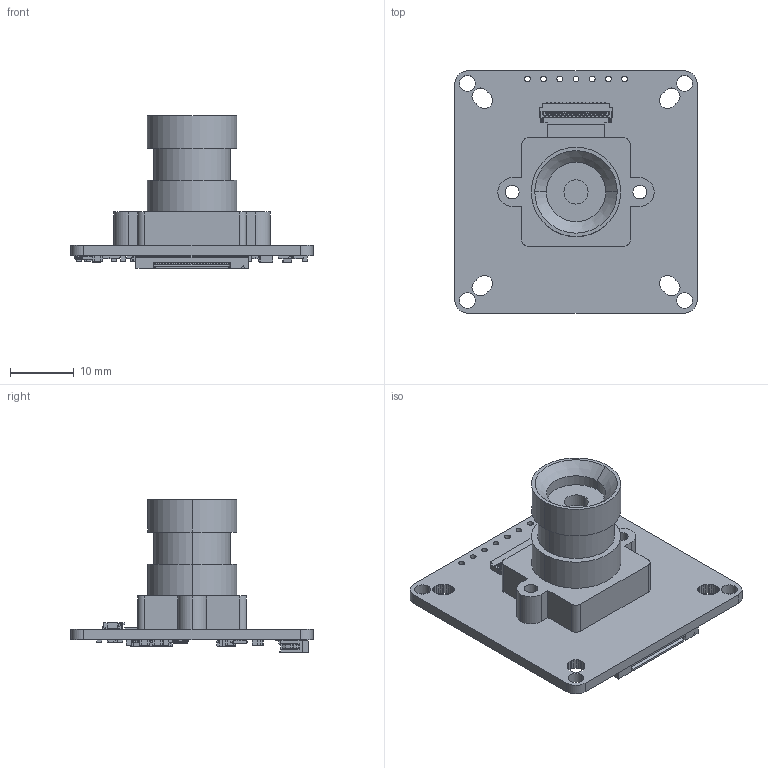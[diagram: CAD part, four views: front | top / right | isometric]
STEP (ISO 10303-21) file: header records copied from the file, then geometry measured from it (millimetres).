
FILE_DESCRIPTION (( 'STEP AP214' ), '1' );
FILE_NAME ('B0368.STEP', '2022-08-26T02:56:13', ( '' ), ( '' ), 'SwSTEP 2.0', 'SolidWorks 2021', '' );
FILE_SCHEMA (( 'AUTOMOTIVE_DESIGN' ));
Length unit declared in the file: millimetre
Products named in the file (1): B0368
Bounding box: 38 x 38 x 23.99 mm (x, y, z)
Volume: 5938.8 mm3; surface area: 6111.5 mm2
Topology: 76 solids, 76 shells, 5053 faces, 13675 edges, 8666 vertices
Faces by surface type: plane 3180, bspline 876, cylinder 811, sphere 180, torus 4, cone 2
Entity records: 278993 total; most frequent: CARTESIAN_POINT 101947, ORIENTED_EDGE 26902, DIRECTION 21747, EDGE_CURVE 13451, VECTOR 10151, LINE 10151, VERTEX_POINT 8666, AXIS2_PLACEMENT_3D 5798
